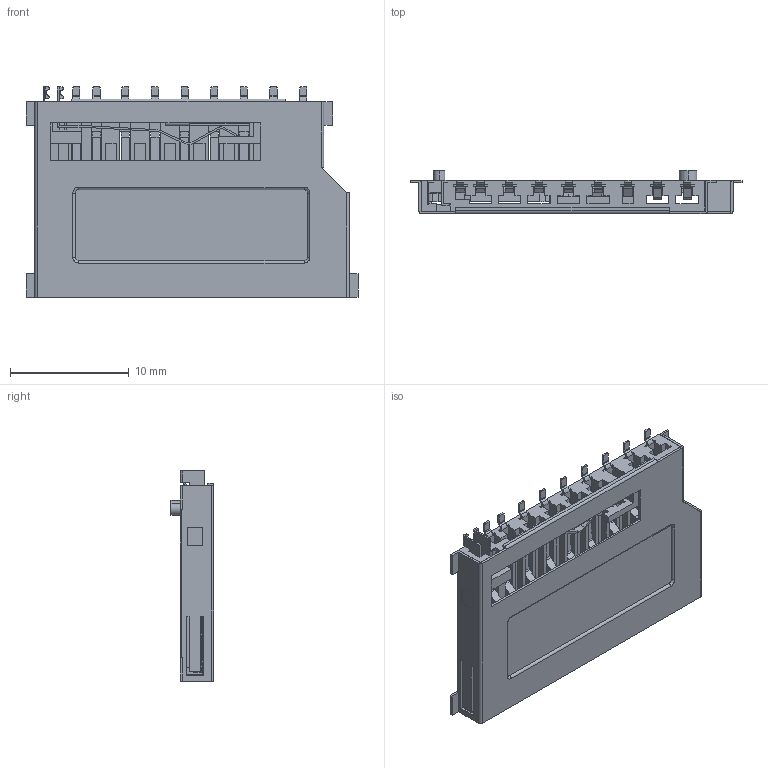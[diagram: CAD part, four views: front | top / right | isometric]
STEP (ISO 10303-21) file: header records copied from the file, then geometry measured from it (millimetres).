
FILE_DESCRIPTION(('STEP AP214'),'1');
FILE_NAME('693063020911.stp','2018-02-20T07:46:06',('TraceParts'),('TraceParts S.A.'),'Spatial InterOp 3D',' ',' ');
FILE_SCHEMA(('automotive_design'));
Length unit declared in the file: millimetre
Products named in the file (13): 693063020911_1; 693063020911_2; 693063020911_3; 693063020911_4; 693063020911_5; 693063020911_6; 693063020911_7; 693063020911_8; 693063020911_9; 693063020911_10; 693063020911_11; 693063020911_12; 693063020911_13
Bounding box: 28 x 3.65 x 17.75 mm (x, y, z)
Volume: 374.2 mm3; surface area: 2407.5 mm2
Topology: 13 solids, 13 shells, 996 faces, 2843 edges, 1857 vertices
Faces by surface type: plane 660, cylinder 284, bspline 40, torus 12
Entity records: 40898 total; most frequent: CARTESIAN_POINT 6424, ORIENTED_EDGE 5686, DIRECTION 5281, EDGE_CURVE 2843, LINE 2175, VECTOR 2175, VERTEX_POINT 1857, AXIS2_PLACEMENT_3D 1553
